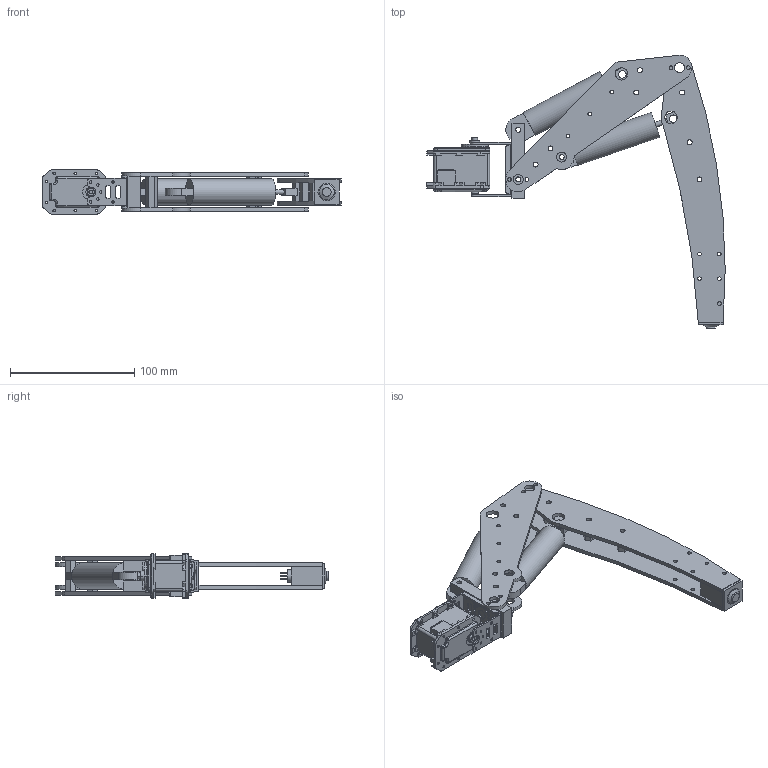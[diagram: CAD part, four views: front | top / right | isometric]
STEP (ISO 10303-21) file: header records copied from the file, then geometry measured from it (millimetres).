
FILE_DESCRIPTION(('FreeCAD Model'),'2;1');
FILE_NAME('Open CASCADE Shape Model','2022-03-26T08:06:58',('Author'),( ''),'Open CASCADE STEP processor 7.5','FreeCAD','Unknown');
FILE_SCHEMA(('AUTOMOTIVE_DESIGN { 1 0 10303 214 1 1 1 1 }'));
Length unit declared in the file: millimetre
Products named in the file (18): leg; femur01; dynamixel_joint002; FR07-H101; DC07_A_DUMMY_AL; 0H1650A; 0H1650A001; tibia01; tibia02; LAS4GQH-11_S; femur02; Body; switch_mount; Body001; Body002; Body003; Body004; Body005
Assembly tree (17 placements, depth 2):
  leg
    femur01
    dynamixel_joint002
    FR07-H101
    DC07_A_DUMMY_AL
    0H1650A
    0H1650A001
    tibia01
    tibia02
    LAS4GQH-11_S
    femur02
    Body
    switch_mount
    Body001
    Body002
    Body003
    Body004
    Body005
Bounding box: 240.29 x 220.19 x 35.6 mm (x, y, z)
Volume: 193407.3 mm3; surface area: 98065.1 mm2
Topology: 17 solids, 25 shells, 823 faces, 2165 edges, 1398 vertices
Faces by surface type: plane 395, cylinder 371, cone 43, bspline 8, torus 6
Full cylindrical faces by diameter (mm): 1 x4, 2.5 x4, 3 x24, 4 x27, 6 x2, 7.4 x1, 8 x8, 10 x5, 12 x2, 21 x2
Entity records: 57736 total; most frequent: CARTESIAN_POINT 13197, DIRECTION 8470, LINE 4826, VECTOR 4826, ORIENTED_EDGE 4298, PCURVE 4298, DEFINITIONAL_REPRESENTATION 4298, EDGE_CURVE 2165
